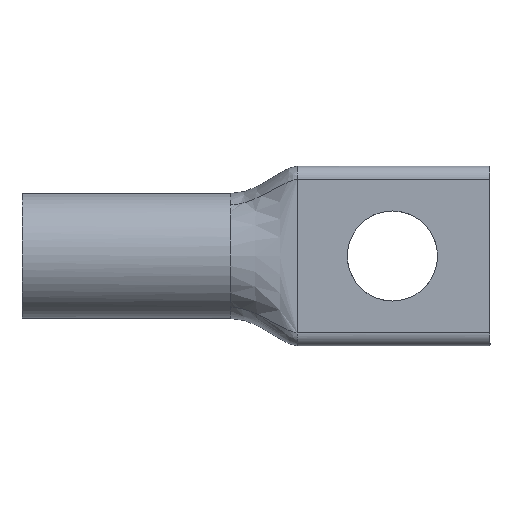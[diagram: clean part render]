
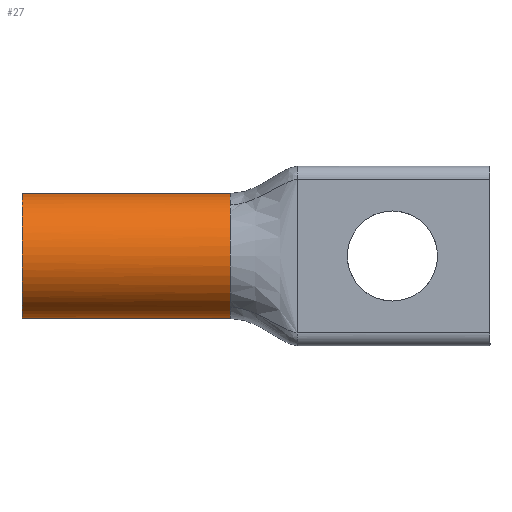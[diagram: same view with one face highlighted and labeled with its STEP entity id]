
A CAD part, front view. The second image highlights one B-rep face of the part: STEP entity #27.
In plain terms, the highlighted cylindrical face has radius 7.15 mm (diameter 14.3 mm), a partial arc.
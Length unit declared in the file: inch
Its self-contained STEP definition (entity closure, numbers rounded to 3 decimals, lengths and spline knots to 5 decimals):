
#27 = ADVANCED_FACE ( 'NONE', ( #1135 ), #1694, .T. ) ;
#84 = CARTESIAN_POINT ( 'NONE',  ( 0.94, 0.12459, 0.23378 ) ) ;
#92 = CARTESIAN_POINT ( 'NONE',  ( -0.59456, 0.2815, -0.2815 ) ) ;
#103 = LINE ( 'NONE', #92, #640 ) ;
#136 = CARTESIAN_POINT ( 'NONE',  ( 0., 0.03553, 0.14177 ) ) ;
#147 = CARTESIAN_POINT ( 'NONE',  ( 0., 0.2815, -0.2815 ) ) ;
#159 = CARTESIAN_POINT ( 'NONE',  ( 0.94, 0., 0.04504 ) ) ;
#183 = CARTESIAN_POINT ( 'NONE',  ( 0.94, 0.0526, -0.16993 ) ) ;
#205 = CARTESIAN_POINT ( 'NONE',  ( 0.94, 0.14351, -0.24703 ) ) ;
#222 = VECTOR ( 'NONE', #1343, 39.37008 ) ;
#291 = CARTESIAN_POINT ( 'NONE',  ( 0.94, 0.01101, -0.09003 ) ) ;
#333 = CARTESIAN_POINT ( 'NONE',  ( 0.94, 0., -0.04504 ) ) ;
#346 = DIRECTION ( 'NONE',  ( 0., 0., 1. ) ) ;
#386 = EDGE_CURVE ( 'NONE', #2260, #405, #1842, .T. ) ;
#391 = CARTESIAN_POINT ( 'NONE',  ( 0.94, 0.12004, -0.23059 ) ) ;
#405 = VERTEX_POINT ( 'NONE', #147 ) ;
#447 = EDGE_CURVE ( 'NONE', #939, #2260, #1717, .T. ) ;
#449 = CARTESIAN_POINT ( 'NONE',  ( 0.94, 0.12004, -0.23059 ) ) ;
#491 = ORIENTED_EDGE ( 'NONE', *, *, #2354, .F. ) ;
#510 = CARTESIAN_POINT ( 'NONE',  ( 0., 0.24465, 0.2815 ) ) ;
#522 = CARTESIAN_POINT ( 'NONE',  ( 0., 0.03553, -0.14177 ) ) ;
#533 = CARTESIAN_POINT ( 'NONE',  ( 0.94, 0.12004, 0.23059 ) ) ;
#640 = VECTOR ( 'NONE', #2362, 39.37008 ) ;
#678 = CARTESIAN_POINT ( 'NONE',  ( 0.94, 0.0526, 0.16993 ) ) ;
#709 = CARTESIAN_POINT ( 'NONE',  ( 0., 0.00733, -0.07368 ) ) ;
#745 = CARTESIAN_POINT ( 'NONE',  ( 0., 0.20782, -0.27417 ) ) ;
#752 = ORIENTED_EDGE ( 'NONE', *, *, #447, .T. ) ;
#803 = B_SPLINE_CURVE_WITH_KNOTS ( 'NONE', 3,
 ( #1308, #1439, #183, #291, #333, #159, #1134, #678, #1692, #533 ),
 .UNSPECIFIED., .F., .F.,
 ( 4, 2, 2, 2, 4 ),
 ( 0., 0.25, 0.5, 0.75, 1. ),
 .UNSPECIFIED. ) ;
#897 = CARTESIAN_POINT ( 'NONE',  ( 0., 0.00733, 0.07368 ) ) ;
#909 = CARTESIAN_POINT ( 'NONE',  ( 0., 0.10851, 0.22511 ) ) ;
#939 = VERTEX_POINT ( 'NONE', #1758 ) ;
#947 = CARTESIAN_POINT ( 'NONE',  ( -0.59456, 0.2815, 0. ) ) ;
#985 = ORIENTED_EDGE ( 'NONE', *, *, #386, .T. ) ;
#1012 = VERTEX_POINT ( 'NONE', #449 ) ;
#1029 = CARTESIAN_POINT ( 'NONE',  ( 0.94, 0.23128, 0.27842 ) ) ;
#1066 = ORIENTED_EDGE ( 'NONE', *, *, #1763, .F. ) ;
#1096 = CARTESIAN_POINT ( 'NONE',  ( 0., 0.24465, -0.2815 ) ) ;
#1110 = EDGE_CURVE ( 'NONE', #1012, #1509, #803, .T. ) ;
#1134 = CARTESIAN_POINT ( 'NONE',  ( 0.94, 0.01101, 0.09003 ) ) ;
#1135 = FACE_OUTER_BOUND ( 'NONE', #2177, .T. ) ;
#1198 = CARTESIAN_POINT ( 'NONE',  ( 0.94, 0.26476, 0.28151 ) ) ;
#1272 = CARTESIAN_POINT ( 'NONE',  ( 0., 0.05639, 0.17299 ) ) ;
#1285 = CARTESIAN_POINT ( 'NONE',  ( 0., 0.10851, -0.22511 ) ) ;
#1308 = CARTESIAN_POINT ( 'NONE',  ( 0.94, 0.12004, -0.23059 ) ) ;
#1343 = DIRECTION ( 'NONE',  ( -1., 0., 0. ) ) ;
#1354 = ORIENTED_EDGE ( 'NONE', *, *, #1415, .T. ) ;
#1381 = VERTEX_POINT ( 'NONE', #2053 ) ;
#1415 = EDGE_CURVE ( 'NONE', #1381, #1012, #1484, .T. ) ;
#1433 = ORIENTED_EDGE ( 'NONE', *, *, #1110, .T. ) ;
#1439 = CARTESIAN_POINT ( 'NONE',  ( 0.94, 0.08315, -0.20476 ) ) ;
#1471 = CARTESIAN_POINT ( 'NONE',  ( 0., 0.20782, 0.27417 ) ) ;
#1484 = B_SPLINE_CURVE_WITH_KNOTS ( 'NONE', 3,
 ( #2282, #1749, #1936, #1551, #205, #391 ),
 .UNSPECIFIED., .F., .F.,
 ( 4, 2, 4 ),
 ( 0., 0.5, 1. ),
 .UNSPECIFIED. ) ;
#1496 = CARTESIAN_POINT ( 'NONE',  ( 0., 0.2815, 0.2815 ) ) ;
#1509 = VERTEX_POINT ( 'NONE', #1888 ) ;
#1551 = CARTESIAN_POINT ( 'NONE',  ( 0.94, 0.16952, -0.25985 ) ) ;
#1561 = CARTESIAN_POINT ( 'NONE',  ( 0.94, 0.13419, 0.2401 ) ) ;
#1657 = CARTESIAN_POINT ( 'NONE',  ( 0., 0., 0.03685 ) ) ;
#1660 = AXIS2_PLACEMENT_3D ( 'NONE', #947, #1881, #346 ) ;
#1692 = CARTESIAN_POINT ( 'NONE',  ( 0.94, 0.08315, 0.20476 ) ) ;
#1694 = CYLINDRICAL_SURFACE ( 'NONE', #1660, 0.2815 ) ;
#1717 = LINE ( 'NONE', #1938, #222 ) ;
#1749 = CARTESIAN_POINT ( 'NONE',  ( 0.94, 0.25284, -0.2815 ) ) ;
#1758 = CARTESIAN_POINT ( 'NONE',  ( 0.94, 0.2815, 0.2815 ) ) ;
#1760 = CARTESIAN_POINT ( 'NONE',  ( 0.94, 0.19401, 0.26823 ) ) ;
#1763 = EDGE_CURVE ( 'NONE', #939, #1509, #2324, .T. ) ;
#1788 = CARTESIAN_POINT ( 'NONE',  ( 0.94, 0.16793, 0.25784 ) ) ;
#1803 = CARTESIAN_POINT ( 'NONE',  ( 0.94, 0.15018, 0.24923 ) ) ;
#1842 = B_SPLINE_CURVE_WITH_KNOTS ( 'NONE', 3,
 ( #1496, #510, #1471, #2030, #909, #1272, #136, #897, #1657, #2408, #709, #522, #2430, #1285, #2042, #745, #1096, #1856 ),
 .UNSPECIFIED., .F., .F.,
 ( 4, 2, 2, 2, 2, 2, 2, 2, 4 ),
 ( 0., 0.125, 0.25, 0.375, 0.5, 0.625, 0.75, 0.875, 1. ),
 .UNSPECIFIED. ) ;
#1856 = CARTESIAN_POINT ( 'NONE',  ( 0., 0.2815, -0.2815 ) ) ;
#1881 = DIRECTION ( 'NONE',  ( -1., 0., 0. ) ) ;
#1888 = CARTESIAN_POINT ( 'NONE',  ( 0.94, 0.12004, 0.23059 ) ) ;
#1930 = CARTESIAN_POINT ( 'NONE',  ( 0., 0.2815, 0.2815 ) ) ;
#1936 = CARTESIAN_POINT ( 'NONE',  ( 0.94, 0.22418, -0.27709 ) ) ;
#1938 = CARTESIAN_POINT ( 'NONE',  ( -0.59456, 0.2815, 0.2815 ) ) ;
#1958 = CARTESIAN_POINT ( 'NONE',  ( 0.94, 0.12004, 0.23059 ) ) ;
#2030 = CARTESIAN_POINT ( 'NONE',  ( 0., 0.13973, 0.24597 ) ) ;
#2042 = CARTESIAN_POINT ( 'NONE',  ( 0., 0.13973, -0.24597 ) ) ;
#2053 = CARTESIAN_POINT ( 'NONE',  ( 0.94, 0.2815, -0.2815 ) ) ;
#2085 = CARTESIAN_POINT ( 'NONE',  ( 0.94, 0.2815, 0.2815 ) ) ;
#2177 = EDGE_LOOP ( 'NONE', ( #491, #1354, #1433, #1066, #752, #985 ) ) ;
#2260 = VERTEX_POINT ( 'NONE', #1930 ) ;
#2282 = CARTESIAN_POINT ( 'NONE',  ( 0.94, 0.2815, -0.2815 ) ) ;
#2324 = B_SPLINE_CURVE_WITH_KNOTS ( 'NONE', 3,
 ( #2085, #1198, #1029, #1760, #1788, #1803, #1561, #84, #1958 ),
 .UNSPECIFIED., .F., .F.,
 ( 4, 1, 1, 1, 1, 1, 4 ),
 ( 0., 0.25, 0.5, 0.625, 0.75, 0.875, 1. ),
 .UNSPECIFIED. ) ;
#2354 = EDGE_CURVE ( 'NONE', #1381, #405, #103, .T. ) ;
#2362 = DIRECTION ( 'NONE',  ( -1., 0., 0. ) ) ;
#2408 = CARTESIAN_POINT ( 'NONE',  ( 0., 0., -0.03685 ) ) ;
#2430 = CARTESIAN_POINT ( 'NONE',  ( 0., 0.05639, -0.17299 ) ) ;
